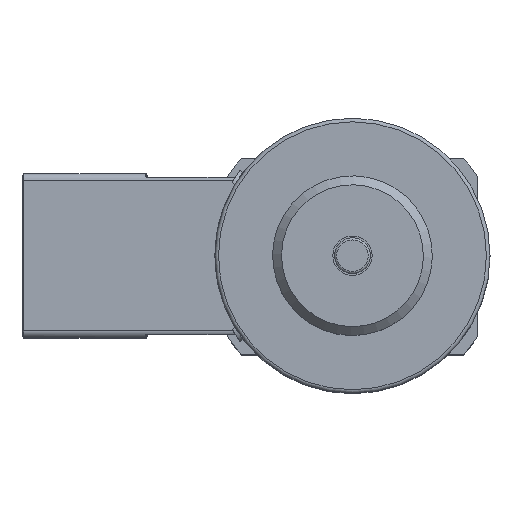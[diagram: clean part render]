
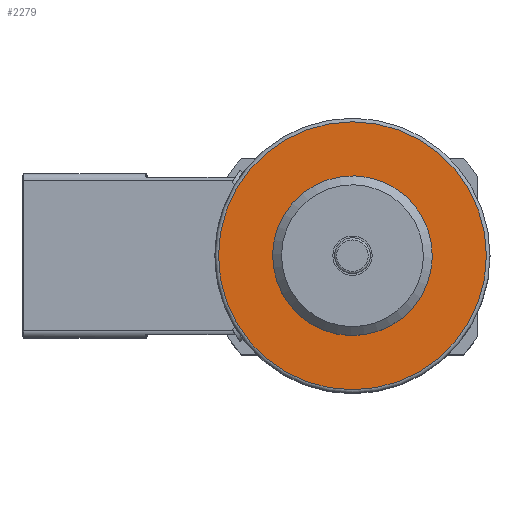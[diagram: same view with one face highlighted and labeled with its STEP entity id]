
A CAD part, top view. The second image highlights one B-rep face of the part: STEP entity #2279.
In plain terms, the highlighted planar face has unit normal (0, 0, 1).
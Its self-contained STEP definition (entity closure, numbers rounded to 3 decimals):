
#50=FACE_BOUND('',#442,.T.);
#122=PLANE('',#2532);
#300=FACE_OUTER_BOUND('',#441,.T.);
#441=EDGE_LOOP('',(#2028));
#442=EDGE_LOOP('',(#2029));
#914=CIRCLE('',#2533,37.5);
#915=CIRCLE('',#2534,22.35);
#1113=VERTEX_POINT('',#4217);
#1114=VERTEX_POINT('',#4219);
#1427=EDGE_CURVE('',#1113,#1113,#914,.T.);
#1428=EDGE_CURVE('',#1114,#1114,#915,.T.);
#2028=ORIENTED_EDGE('',*,*,#1427,.F.);
#2029=ORIENTED_EDGE('',*,*,#1428,.F.);
#2279=ADVANCED_FACE('',(#300,#50),#122,.T.);
#2532=AXIS2_PLACEMENT_3D('',#4216,#3141,#3142);
#2533=AXIS2_PLACEMENT_3D('',#4218,#3143,#3144);
#2534=AXIS2_PLACEMENT_3D('',#4220,#3145,#3146);
#3141=DIRECTION('center_axis',(0.,0.,
1.));
#3142=DIRECTION('ref_axis',(0.,-1.,0.));
#3143=DIRECTION('center_axis',(0.,0.,
-1.));
#3144=DIRECTION('ref_axis',(0.,-1.,0.));
#3145=DIRECTION('center_axis',(0.,0.,
1.));
#3146=DIRECTION('ref_axis',(0.661,0.751,0.));
#4216=CARTESIAN_POINT('Origin',(0.,0.,
187.5));
#4217=CARTESIAN_POINT('',(0.,37.5,187.5));
#4218=CARTESIAN_POINT('Origin',(0.,0.,
187.5));
#4219=CARTESIAN_POINT('',(-14.764,-16.779,187.5));
#4220=CARTESIAN_POINT('Origin',(0.,0.,
187.5));
